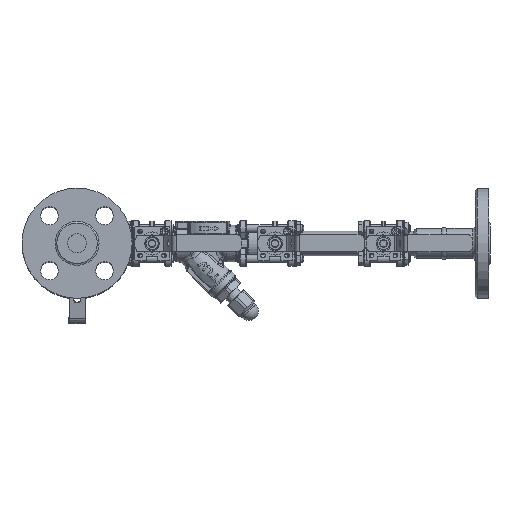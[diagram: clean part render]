
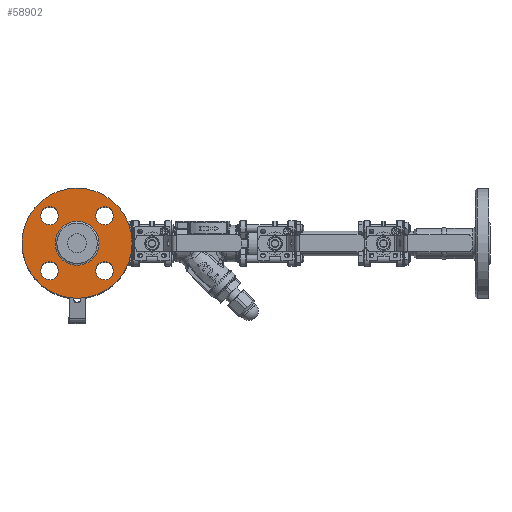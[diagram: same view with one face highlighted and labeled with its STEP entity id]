
A CAD part, top view. The second image highlights one B-rep face of the part: STEP entity #58902.
In plain terms, the highlighted planar face has unit normal (0, 0, 1).
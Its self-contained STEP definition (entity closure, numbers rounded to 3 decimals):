
#5989=FACE_BOUND('',#13920,.T.);
#5990=FACE_BOUND('',#13921,.T.);
#5991=FACE_BOUND('',#13922,.T.);
#5992=FACE_BOUND('',#13923,.T.);
#5993=FACE_BOUND('',#13924,.T.);
#7008=PLANE('',#65100);
#10022=FACE_OUTER_BOUND('',#13919,.T.);
#13919=EDGE_LOOP('',(#50957));
#13920=EDGE_LOOP('',(#50958));
#13921=EDGE_LOOP('',(#50959));
#13922=EDGE_LOOP('',(#50960));
#13923=EDGE_LOOP('',(#50961));
#13924=EDGE_LOOP('',(#50962));
#23020=CIRCLE('',#65085,58.5);
#23022=CIRCLE('',#65089,9.5);
#23024=CIRCLE('',#65092,9.5);
#23026=CIRCLE('',#65095,9.5);
#23028=CIRCLE('',#65098,9.5);
#23030=CIRCLE('',#65101,23.386);
#27797=VERTEX_POINT('',#113940);
#27799=VERTEX_POINT('',#113948);
#27801=VERTEX_POINT('',#113954);
#27803=VERTEX_POINT('',#113960);
#27805=VERTEX_POINT('',#113966);
#27807=VERTEX_POINT('',#113972);
#35672=EDGE_CURVE('',#27797,#27797,#23020,.T.);
#35675=EDGE_CURVE('',#27799,#27799,#23022,.T.);
#35678=EDGE_CURVE('',#27801,#27801,#23024,.T.);
#35681=EDGE_CURVE('',#27803,#27803,#23026,.T.);
#35684=EDGE_CURVE('',#27805,#27805,#23028,.T.);
#35687=EDGE_CURVE('',#27807,#27807,#23030,.T.);
#50957=ORIENTED_EDGE('',*,*,#35672,.F.);
#50958=ORIENTED_EDGE('',*,*,#35675,.T.);
#50959=ORIENTED_EDGE('',*,*,#35678,.T.);
#50960=ORIENTED_EDGE('',*,*,#35681,.T.);
#50961=ORIENTED_EDGE('',*,*,#35684,.T.);
#50962=ORIENTED_EDGE('',*,*,#35687,.F.);
#58902=ADVANCED_FACE('',(#10022,#5989,#5990,#5991,#5992,#5993),#7008,.F.);
#65085=AXIS2_PLACEMENT_3D('',#113942,#79348,#79349);
#65089=AXIS2_PLACEMENT_3D('',#113949,#79357,#79358);
#65092=AXIS2_PLACEMENT_3D('',#113955,#79364,#79365);
#65095=AXIS2_PLACEMENT_3D('',#113961,#79371,#79372);
#65098=AXIS2_PLACEMENT_3D('',#113967,#79378,#79379);
#65100=AXIS2_PLACEMENT_3D('',#113971,#79383,#79384);
#65101=AXIS2_PLACEMENT_3D('',#113973,#79385,#79386);
#79348=DIRECTION('center_axis',(0.,0.,
-1.));
#79349=DIRECTION('ref_axis',(1.,0.,0.));
#79357=DIRECTION('center_axis',(0.,0.,
-1.));
#79358=DIRECTION('ref_axis',(-1.,0.,0.));
#79364=DIRECTION('center_axis',(0.,0.,
-1.));
#79365=DIRECTION('ref_axis',(0.,1.,0.));
#79371=DIRECTION('center_axis',(0.,0.,
-1.));
#79372=DIRECTION('ref_axis',(1.,0.,0.));
#79378=DIRECTION('center_axis',(0.,0.,
-1.));
#79379=DIRECTION('ref_axis',(0.,-1.,0.));
#79383=DIRECTION('center_axis',(0.,0.,
-1.));
#79384=DIRECTION('ref_axis',(1.,0.,0.));
#79385=DIRECTION('center_axis',(0.,0.,
1.));
#79386=DIRECTION('ref_axis',(-1.,0.,0.));
#113940=CARTESIAN_POINT('',(-203.536,18.833,200.983));
#113942=CARTESIAN_POINT('Origin',(-145.036,18.833,200.983));
#113948=CARTESIAN_POINT('',(-164.739,-10.371,200.983));
#113949=CARTESIAN_POINT('Origin',(-174.239,-10.371,200.983));
#113954=CARTESIAN_POINT('',(-174.239,38.536,200.983));
#113955=CARTESIAN_POINT('Origin',(-174.239,48.036,200.983));
#113960=CARTESIAN_POINT('',(-125.332,48.036,200.983));
#113961=CARTESIAN_POINT('Origin',(-115.832,48.036,200.983));
#113966=CARTESIAN_POINT('',(-115.832,-0.871,200.983));
#113967=CARTESIAN_POINT('Origin',(-115.832,-10.371,200.983));
#113971=CARTESIAN_POINT('Origin',(-145.036,18.833,200.983));
#113972=CARTESIAN_POINT('',(-121.649,18.833,200.983));
#113973=CARTESIAN_POINT('Origin',(-145.036,18.833,200.983));
